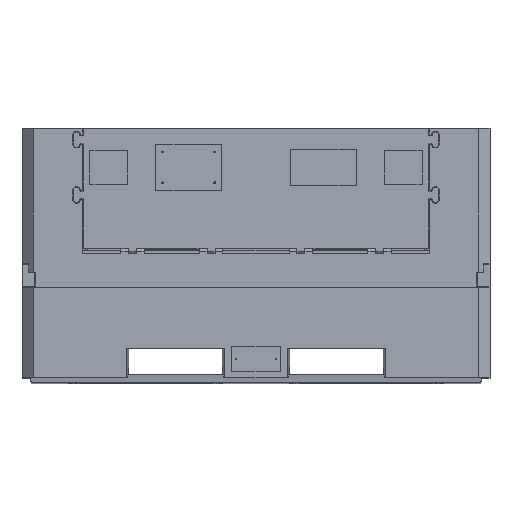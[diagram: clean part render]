
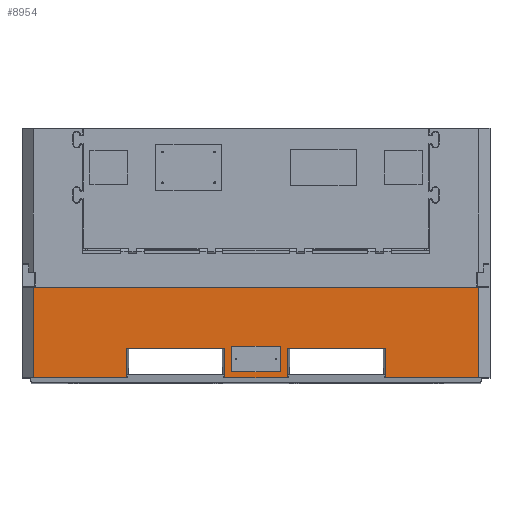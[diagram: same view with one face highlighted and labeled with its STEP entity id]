
A CAD part, top view. The second image highlights one B-rep face of the part: STEP entity #8954.
In plain terms, the highlighted planar face has unit normal (0, 0, 1).
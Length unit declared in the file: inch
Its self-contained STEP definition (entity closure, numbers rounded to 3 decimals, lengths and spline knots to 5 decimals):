
#497=DIRECTION('',(-1.,0.,0.));
#498=VECTOR('',#497,13.13634);
#499=CARTESIAN_POINT('',(-4.18183,4.625,24.125));
#500=LINE('',#499,#498);
#509=DIRECTION('',(1.,0.,0.));
#510=VECTOR('',#509,13.13634);
#511=CARTESIAN_POINT('',(4.18183,4.625,24.125));
#512=LINE('',#511,#510);
#645=DIRECTION('',(1.,0.,0.));
#646=VECTOR('',#645,8.36366);
#647=CARTESIAN_POINT('',(-4.18183,0.725,24.125));
#648=LINE('',#647,#646);
#1415=DIRECTION('',(0.,1.,0.));
#1416=VECTOR('',#1415,3.9);
#1417=CARTESIAN_POINT('',(-4.18183,0.725,24.125));
#1418=LINE('',#1417,#1416);
#1419=DIRECTION('',(0.,1.,0.));
#1420=VECTOR('',#1419,3.9);
#1421=CARTESIAN_POINT('',(-17.31817,0.725,24.125));
#1422=LINE('',#1421,#1420);
#1423=DIRECTION('',(-1.,0.,0.));
#1424=VECTOR('',#1423,12.43183);
#1425=CARTESIAN_POINT('',(-17.31817,0.725,24.125));
#1426=LINE('',#1425,#1424);
#1427=DIRECTION('',(0.,-1.,0.));
#1428=VECTOR('',#1427,12.075);
#1429=CARTESIAN_POINT('',(-29.75,12.8,24.125));
#1430=LINE('',#1429,#1428);
#1431=DIRECTION('',(1.,0.,0.));
#1432=VECTOR('',#1431,59.5);
#1433=CARTESIAN_POINT('',(-29.75,12.8,24.125));
#1434=LINE('',#1433,#1432);
#1435=DIRECTION('',(0.,-1.,0.));
#1436=VECTOR('',#1435,12.075);
#1437=CARTESIAN_POINT('',(29.75,12.8,24.125));
#1438=LINE('',#1437,#1436);
#1439=DIRECTION('',(1.,0.,0.));
#1440=VECTOR('',#1439,12.43183);
#1441=CARTESIAN_POINT('',(17.31817,0.725,24.125));
#1442=LINE('',#1441,#1440);
#1443=DIRECTION('',(0.,1.,0.));
#1444=VECTOR('',#1443,3.9);
#1445=CARTESIAN_POINT('',(17.31817,0.725,24.125));
#1446=LINE('',#1445,#1444);
#1447=DIRECTION('',(0.,1.,0.));
#1448=VECTOR('',#1447,3.9);
#1449=CARTESIAN_POINT('',(4.18183,0.725,24.125));
#1450=LINE('',#1449,#1448);
#1451=DIRECTION('',(0.,1.,0.));
#1452=VECTOR('',#1451,3.36904);
#1453=CARTESIAN_POINT('',(-3.20952,1.50298,24.125));
#1454=LINE('',#1453,#1452);
#1455=DIRECTION('',(0.,1.,0.));
#1456=VECTOR('',#1455,3.36904);
#1457=CARTESIAN_POINT('',(3.20952,1.50298,24.125));
#1458=LINE('',#1457,#1456);
#4887=DIRECTION('',(1.,0.,0.));
#4888=VECTOR('',#4887,6.41904);
#4889=CARTESIAN_POINT('',(-3.20952,4.87202,24.125));
#4890=LINE('',#4889,#4888);
#4959=DIRECTION('',(-1.,0.,0.));
#4960=VECTOR('',#4959,6.41904);
#4961=CARTESIAN_POINT('',(3.20952,1.50298,24.125));
#4962=LINE('',#4961,#4960);
#5949=CARTESIAN_POINT('',(3.20952,1.50298,24.125));
#5950=CARTESIAN_POINT('',(3.20952,4.87202,24.125));
#5951=VERTEX_POINT('',#5949);
#5952=VERTEX_POINT('',#5950);
#5969=CARTESIAN_POINT('',(29.75,12.8,24.125));
#5971=VERTEX_POINT('',#5969);
#6005=CARTESIAN_POINT('',(4.18183,4.625,24.125));
#6006=CARTESIAN_POINT('',(17.31817,4.625,24.125));
#6007=VERTEX_POINT('',#6005);
#6008=VERTEX_POINT('',#6006);
#6013=CARTESIAN_POINT('',(17.31817,0.725,24.125));
#6014=CARTESIAN_POINT('',(29.75,0.725,24.125));
#6015=VERTEX_POINT('',#6013);
#6016=VERTEX_POINT('',#6014);
#6021=CARTESIAN_POINT('',(4.18183,0.725,24.125));
#6023=VERTEX_POINT('',#6021);
#6749=CARTESIAN_POINT('',(-3.20952,1.50298,24.125));
#6750=CARTESIAN_POINT('',(-3.20952,4.87202,24.125));
#6751=VERTEX_POINT('',#6749);
#6752=VERTEX_POINT('',#6750);
#6769=CARTESIAN_POINT('',(-29.75,12.8,24.125));
#6771=VERTEX_POINT('',#6769);
#6805=CARTESIAN_POINT('',(-4.18183,4.625,24.125));
#6806=CARTESIAN_POINT('',(-17.31817,4.625,24.125));
#6807=VERTEX_POINT('',#6805);
#6808=VERTEX_POINT('',#6806);
#6829=CARTESIAN_POINT('',(-17.31817,0.725,24.125));
#6830=CARTESIAN_POINT('',(-29.75,0.725,24.125));
#6831=VERTEX_POINT('',#6829);
#6832=VERTEX_POINT('',#6830);
#6837=CARTESIAN_POINT('',(-4.18183,0.725,24.125));
#6839=VERTEX_POINT('',#6837);
#8919=CARTESIAN_POINT('',(0.,0.,24.125));
#8920=DIRECTION('',(0.,0.,1.));
#8921=DIRECTION('',(1.,0.,0.));
#8922=AXIS2_PLACEMENT_3D('',#8919,#8920,#8921);
#8923=PLANE('',#8922);
#8924=ORIENTED_EDGE('',*,*,#8022,.F.);
#8926=ORIENTED_EDGE('',*,*,#8925,.T.);
#8927=ORIENTED_EDGE('',*,*,#7735,.T.);
#8929=ORIENTED_EDGE('',*,*,#8928,.F.);
#8930=ORIENTED_EDGE('',*,*,#7905,.T.);
#8932=ORIENTED_EDGE('',*,*,#8931,.F.);
#8933=ORIENTED_EDGE('',*,*,#8779,.T.);
#8935=ORIENTED_EDGE('',*,*,#8934,.T.);
#8936=ORIENTED_EDGE('',*,*,#7974,.F.);
#8938=ORIENTED_EDGE('',*,*,#8937,.T.);
#8939=ORIENTED_EDGE('',*,*,#7746,.F.);
#8941=ORIENTED_EDGE('',*,*,#8940,.F.);
#8942=EDGE_LOOP('',(#8924,#8926,#8927,#8929,#8930,#8932,#8933,#8935,#8936,#8938,
#8939,#8941));
#8943=FACE_OUTER_BOUND('',#8942,.F.);
#8945=ORIENTED_EDGE('',*,*,#8944,.F.);
#8947=ORIENTED_EDGE('',*,*,#8946,.F.);
#8949=ORIENTED_EDGE('',*,*,#8948,.F.);
#8951=ORIENTED_EDGE('',*,*,#8950,.T.);
#8952=EDGE_LOOP('',(#8945,#8947,#8949,#8951));
#8953=FACE_BOUND('',#8952,.F.);
#8954=ADVANCED_FACE('',(#8943,#8953),#8923,.T.);
#7735=EDGE_CURVE('',#6807,#6808,#500,.T.);
#7746=EDGE_CURVE('',#6007,#6008,#512,.T.);
#7905=EDGE_CURVE('',#6831,#6832,#1426,.T.);
#7974=EDGE_CURVE('',#6015,#6016,#1442,.T.);
#8022=EDGE_CURVE('',#6839,#6023,#648,.T.);
#8779=EDGE_CURVE('',#6771,#5971,#1434,.T.);
#8925=EDGE_CURVE('',#6839,#6807,#1418,.T.);
#8928=EDGE_CURVE('',#6831,#6808,#1422,.T.);
#8931=EDGE_CURVE('',#6771,#6832,#1430,.T.);
#8934=EDGE_CURVE('',#5971,#6016,#1438,.T.);
#8937=EDGE_CURVE('',#6015,#6008,#1446,.T.);
#8940=EDGE_CURVE('',#6023,#6007,#1450,.T.);
#8944=EDGE_CURVE('',#6752,#5952,#4890,.T.);
#8946=EDGE_CURVE('',#6751,#6752,#1454,.T.);
#8948=EDGE_CURVE('',#5951,#6751,#4962,.T.);
#8950=EDGE_CURVE('',#5951,#5952,#1458,.T.);
